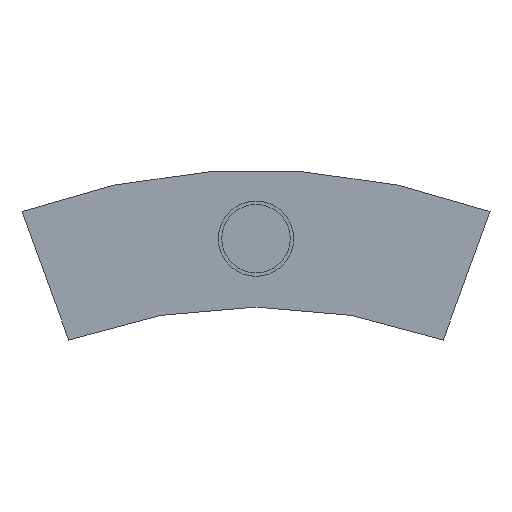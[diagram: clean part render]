
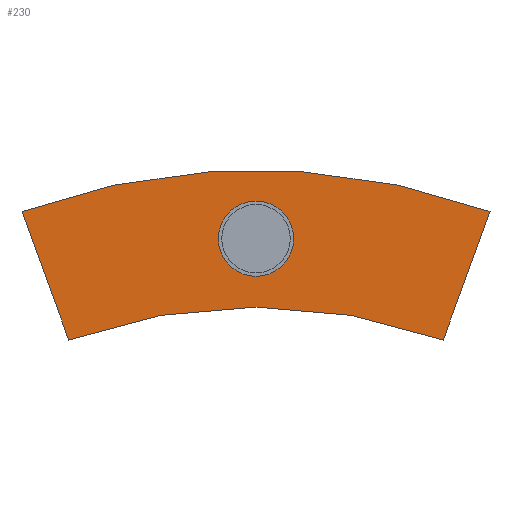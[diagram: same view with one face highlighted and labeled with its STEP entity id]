
A CAD part, front view. The second image highlights one B-rep face of the part: STEP entity #230.
In plain terms, the highlighted planar face has unit normal (0, -1, 0).
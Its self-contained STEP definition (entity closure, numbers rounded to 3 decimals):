
#1=CARTESIAN_POINT('',(0.,-35.,45.));
#2=DIRECTION('',(0.,-1.,0.));
#3=DIRECTION('',(1.,0.,0.));
#4=AXIS2_PLACEMENT_3D('',#1,#2,#3);
#6=CARTESIAN_POINT('',(0.,-35.,45.));
#7=DIRECTION('',(0.,-1.,0.));
#8=DIRECTION('',(-1.,0.,0.));
#9=AXIS2_PLACEMENT_3D('',#6,#7,#8);
#11=DIRECTION('',(-0.342,0.,0.94));
#12=VECTOR('',#11,10.);
#13=CARTESIAN_POINT('',(-13.681,-35.,37.588));
#14=LINE('',#13,#12);
#15=CARTESIAN_POINT('',(0.,-35.,0.));
#16=DIRECTION('',(0.,1.,0.));
#17=DIRECTION('',(-0.342,0.,0.94));
#18=AXIS2_PLACEMENT_3D('',#15,#16,#17);
#20=DIRECTION('',(-0.342,0.,-0.94));
#21=VECTOR('',#20,10.);
#22=CARTESIAN_POINT('',(17.101,-35.,46.985));
#23=LINE('',#22,#21);
#24=CARTESIAN_POINT('',(0.,-35.,0.));
#25=DIRECTION('',(0.,-1.,0.));
#26=DIRECTION('',(0.342,0.,0.94));
#27=AXIS2_PLACEMENT_3D('',#24,#25,#26);
#161=CARTESIAN_POINT('',(2.75,-35.,45.));
#162=CARTESIAN_POINT('',(-2.75,-35.,45.));
#163=VERTEX_POINT('',#161);
#164=VERTEX_POINT('',#162);
#165=CARTESIAN_POINT('',(-13.681,-35.,37.588));
#166=CARTESIAN_POINT('',(-17.101,-35.,46.985));
#167=VERTEX_POINT('',#165);
#168=VERTEX_POINT('',#166);
#169=CARTESIAN_POINT('',(17.101,-35.,46.985));
#170=VERTEX_POINT('',#169);
#171=CARTESIAN_POINT('',(13.681,-35.,37.588));
#172=VERTEX_POINT('',#171);
#209=CARTESIAN_POINT('',(0.,-35.,0.));
#210=DIRECTION('',(0.,1.,0.));
#211=DIRECTION('',(1.,0.,0.));
#212=AXIS2_PLACEMENT_3D('',#209,#210,#211);
#213=PLANE('',#212);
#215=ORIENTED_EDGE('',*,*,#214,.T.);
#217=ORIENTED_EDGE('',*,*,#216,.T.);
#219=ORIENTED_EDGE('',*,*,#218,.T.);
#221=ORIENTED_EDGE('',*,*,#220,.T.);
#222=EDGE_LOOP('',(#215,#217,#219,#221));
#223=FACE_OUTER_BOUND('',#222,.F.);
#225=ORIENTED_EDGE('',*,*,#224,.T.);
#227=ORIENTED_EDGE('',*,*,#226,.T.);
#228=EDGE_LOOP('',(#225,#227));
#229=FACE_BOUND('',#228,.F.);
#230=ADVANCED_FACE('',(#223,#229),#213,.F.);
#5=CIRCLE('',#4,2.75);
#10=CIRCLE('',#9,2.75);
#19=CIRCLE('',#18,50.);
#28=CIRCLE('',#27,40.);
#214=EDGE_CURVE('',#167,#168,#14,.T.);
#216=EDGE_CURVE('',#168,#170,#19,.T.);
#218=EDGE_CURVE('',#170,#172,#23,.T.);
#220=EDGE_CURVE('',#172,#167,#28,.T.);
#224=EDGE_CURVE('',#163,#164,#5,.T.);
#226=EDGE_CURVE('',#164,#163,#10,.T.);
